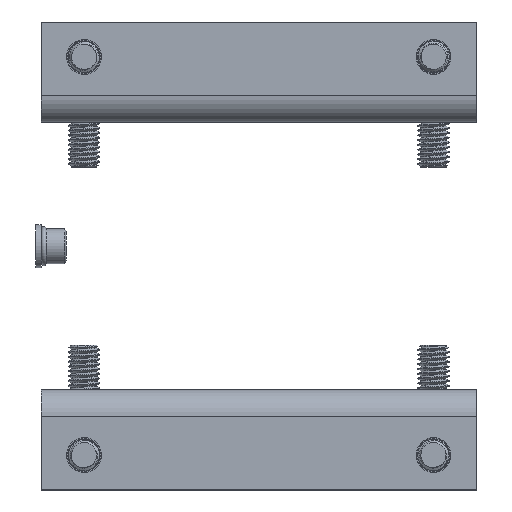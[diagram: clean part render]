
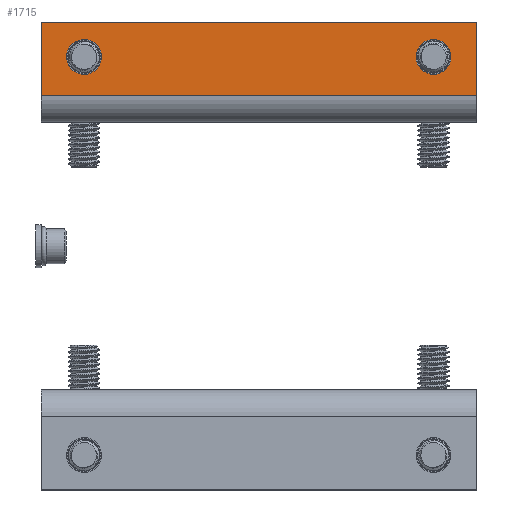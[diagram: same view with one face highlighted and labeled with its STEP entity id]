
A CAD part, top view. The second image highlights one B-rep face of the part: STEP entity #1715.
In plain terms, the highlighted face is planar.
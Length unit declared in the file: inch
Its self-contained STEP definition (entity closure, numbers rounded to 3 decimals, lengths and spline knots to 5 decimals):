
#189=FACE_BOUND('',#361,.T.);
#190=FACE_BOUND('',#362,.T.);
#208=PLANE('',#1930);
#257=FACE_OUTER_BOUND('',#360,.T.);
#360=EDGE_LOOP('',(#1207,#1208,#1209,#1210));
#361=EDGE_LOOP('',(#1211));
#362=EDGE_LOOP('',(#1212));
#475=LINE('',#2614,#591);
#478=LINE('',#2620,#594);
#483=LINE('',#2630,#599);
#484=LINE('',#2631,#600);
#591=VECTOR('',#2139,7.);
#594=VECTOR('',#2146,1.17653);
#599=VECTOR('',#2155,1.17653);
#600=VECTOR('',#2156,7.);
#699=CIRCLE('',#1910,0.281);
#703=CIRCLE('',#1916,0.281);
#758=VERTEX_POINT('',#2573);
#762=VERTEX_POINT('',#2585);
#766=VERTEX_POINT('',#2596);
#769=VERTEX_POINT('',#2604);
#773=VERTEX_POINT('',#2619);
#776=VERTEX_POINT('',#2629);
#920=EDGE_CURVE('',#758,#758,#699,.T.);
#926=EDGE_CURVE('',#762,#762,#703,.T.);
#939=EDGE_CURVE('',#769,#766,#475,.T.);
#942=EDGE_CURVE('',#769,#773,#478,.T.);
#947=EDGE_CURVE('',#776,#766,#483,.T.);
#948=EDGE_CURVE('',#773,#776,#484,.T.);
#1207=ORIENTED_EDGE('',*,*,#939,.T.);
#1208=ORIENTED_EDGE('',*,*,#947,.F.);
#1209=ORIENTED_EDGE('',*,*,#948,.F.);
#1210=ORIENTED_EDGE('',*,*,#942,.F.);
#1211=ORIENTED_EDGE('',*,*,#920,.T.);
#1212=ORIENTED_EDGE('',*,*,#926,.T.);
#1715=ADVANCED_FACE('',(#257,#189,#190),#208,.F.);
#1910=AXIS2_PLACEMENT_3D('',#2575,#2097,#2098);
#1916=AXIS2_PLACEMENT_3D('',#2587,#2111,#2112);
#1930=AXIS2_PLACEMENT_3D('',#2628,#2153,#2154);
#2097=DIRECTION('center_axis',(0.,0.,1.));
#2098=DIRECTION('ref_axis',(-1.,0.,0.));
#2111=DIRECTION('center_axis',(0.,0.,1.));
#2112=DIRECTION('ref_axis',(-1.,0.,0.));
#2139=DIRECTION('',(1.,0.,0.));
#2146=DIRECTION('',(0.,-1.,0.));
#2153=DIRECTION('center_axis',(0.,0.,1.));
#2154=DIRECTION('ref_axis',(1.,0.,0.));
#2155=DIRECTION('',(0.,1.,0.));
#2156=DIRECTION('',(1.,0.,0.));
#2573=CARTESIAN_POINT('',(0.971,0.56,0.));
#2575=CARTESIAN_POINT('Origin',(0.69,0.56,0.));
#2585=CARTESIAN_POINT('',(6.591,0.56,0.));
#2587=CARTESIAN_POINT('Origin',(6.31,0.56,0.));
#2596=CARTESIAN_POINT('',(7.,1.17653,0.));
#2604=CARTESIAN_POINT('',(0.,1.17653,0.));
#2614=CARTESIAN_POINT('',(0.,1.17653,0.));
#2619=CARTESIAN_POINT('',(0.,0.,0.));
#2620=CARTESIAN_POINT('',(0.,1.17653,0.));
#2628=CARTESIAN_POINT('Origin',(3.5,1.4375,0.));
#2629=CARTESIAN_POINT('',(7.,0.,0.));
#2630=CARTESIAN_POINT('',(7.,0.,0.));
#2631=CARTESIAN_POINT('',(0.,0.,0.));
